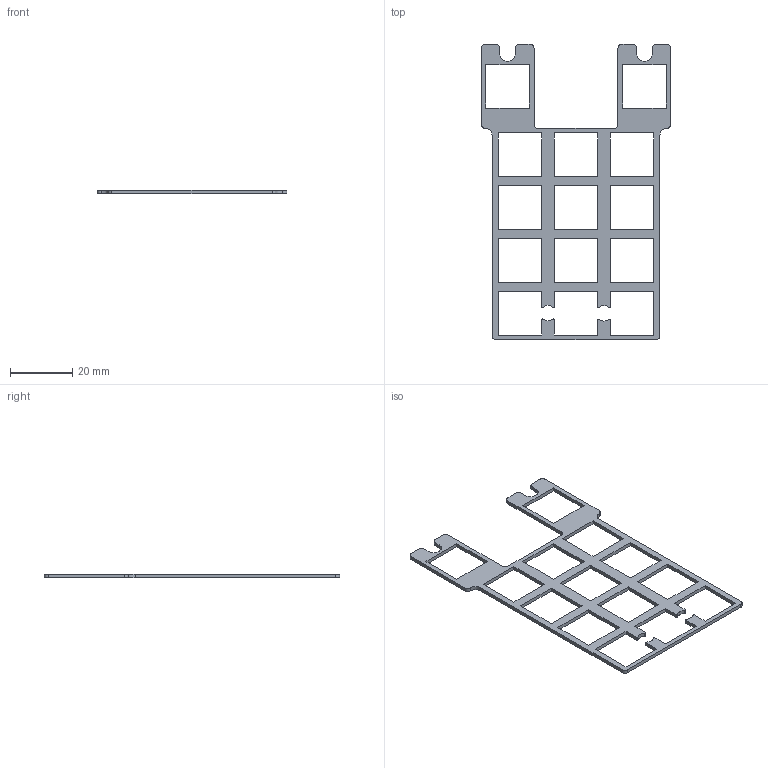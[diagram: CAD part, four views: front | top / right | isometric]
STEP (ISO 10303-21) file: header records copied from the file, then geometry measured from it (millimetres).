
FILE_DESCRIPTION(('HOOPS Exchange Step'),'2;1');
FILE_NAME('temp_export','2025-11-26T13:14:26-05:00',('jscotto'),('Shapr3D Limited'),'HOOPS Exchange 2025.7','Shapr3D','Authorized');
FILE_SCHEMA( ('AP242_MANAGED_MODEL_BASED_3D_ENGINEERING_MIM_LF {1 0 10303 442 1 1 4}') );
Length unit declared in the file: millimetre
Products named in the file (1): Plate
Bounding box: 61 x 95 x 1.2 mm (x, y, z)
Volume: 2111.9 mm3; surface area: 4911.1 mm2
Topology: 1 solids, 1 shells, 108 faces, 318 edges, 212 vertices
Faces by surface type: plane 78, cylinder 30
Entity records: 3666 total; most frequent: CARTESIAN_POINT 640, ORIENTED_EDGE 636, DIRECTION 598, EDGE_CURVE 318, VECTOR 258, LINE 258, VERTEX_POINT 212, AXIS2_PLACEMENT_3D 170
